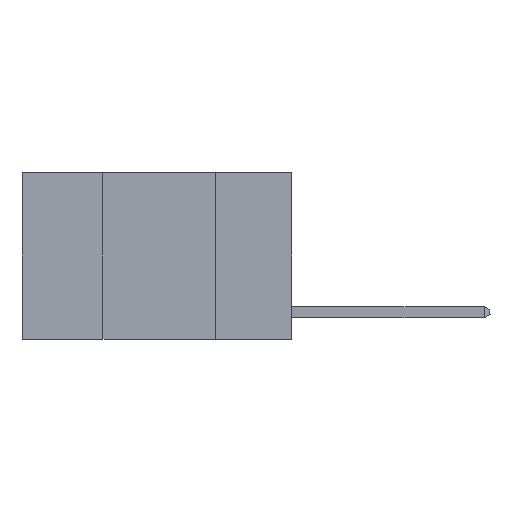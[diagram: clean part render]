
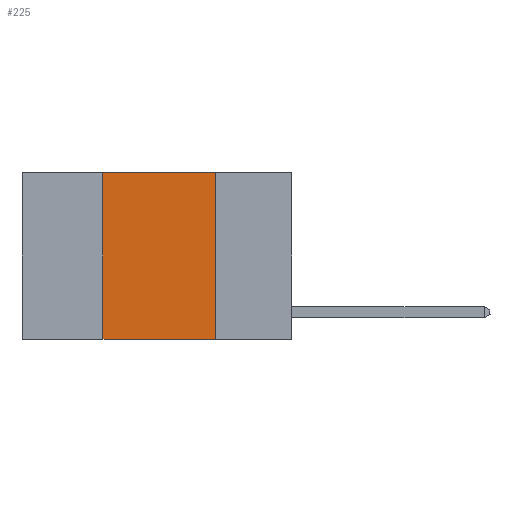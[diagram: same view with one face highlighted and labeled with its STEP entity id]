
A CAD part, left-side view. The second image highlights one B-rep face of the part: STEP entity #225.
In plain terms, the highlighted planar face has unit normal (-1, 0, 0).
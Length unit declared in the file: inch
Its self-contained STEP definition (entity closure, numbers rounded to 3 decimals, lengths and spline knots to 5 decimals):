
#225 = ADVANCED_FACE ( 'NONE', ( #14378 ), #6532, .F. ) ;
#695 = VECTOR ( 'NONE', #16222, 39.37008 ) ;
#788 = CARTESIAN_POINT ( 'NONE',  ( 0., 0.6, -0.37 ) ) ;
#2944 = DIRECTION ( 'NONE',  ( 0., 0., 1. ) ) ;
#3775 = CARTESIAN_POINT ( 'NONE',  ( 0., 0.42, 0. ) ) ;
#3803 = ORIENTED_EDGE ( 'NONE', *, *, #10211, .F. ) ;
#4313 = VECTOR ( 'NONE', #10967, 39.37008 ) ;
#4885 = LINE ( 'NONE', #15905, #4313 ) ;
#5196 = LINE ( 'NONE', #788, #695 ) ;
#5857 = CARTESIAN_POINT ( 'NONE',  ( 0., 0.17, 0. ) ) ;
#6511 = EDGE_CURVE ( 'NONE', #6779, #12105, #4885, .T. ) ;
#6532 = PLANE ( 'NONE',  #8096 ) ;
#6779 = VERTEX_POINT ( 'NONE', #5857 ) ;
#6806 = ORIENTED_EDGE ( 'NONE', *, *, #11442, .F. ) ;
#8096 = AXIS2_PLACEMENT_3D ( 'NONE', #14284, #12634, #15510 ) ;
#8466 = VECTOR ( 'NONE', #10096, 39.37008 ) ;
#8761 = LINE ( 'NONE', #16289, #8466 ) ;
#8764 = VERTEX_POINT ( 'NONE', #3775 ) ;
#10096 = DIRECTION ( 'NONE',  ( 0., -1., 0. ) ) ;
#10211 = EDGE_CURVE ( 'NONE', #10271, #8764, #17251, .T. ) ;
#10271 = VERTEX_POINT ( 'NONE', #19088 ) ;
#10942 = VECTOR ( 'NONE', #2944, 39.37008 ) ;
#10967 = DIRECTION ( 'NONE',  ( 0., 0., -1. ) ) ;
#11442 = EDGE_CURVE ( 'NONE', #8764, #6779, #8761, .T. ) ;
#12105 = VERTEX_POINT ( 'NONE', #20257 ) ;
#12634 = DIRECTION ( 'NONE',  ( 1., 0., 0. ) ) ;
#12955 = ORIENTED_EDGE ( 'NONE', *, *, #16121, .T. ) ;
#14284 = CARTESIAN_POINT ( 'NONE',  ( 0., 0.6, 0. ) ) ;
#14378 = FACE_OUTER_BOUND ( 'NONE', #14831, .T. ) ;
#14831 = EDGE_LOOP ( 'NONE', ( #16805, #6806, #3803, #12955 ) ) ;
#15510 = DIRECTION ( 'NONE',  ( 0., 0., -1. ) ) ;
#15905 = CARTESIAN_POINT ( 'NONE',  ( 0., 0.17, 0. ) ) ;
#16121 = EDGE_CURVE ( 'NONE', #10271, #12105, #5196, .T. ) ;
#16222 = DIRECTION ( 'NONE',  ( 0., -1., 0. ) ) ;
#16289 = CARTESIAN_POINT ( 'NONE',  ( 0., 0.6, 0. ) ) ;
#16805 = ORIENTED_EDGE ( 'NONE', *, *, #6511, .F. ) ;
#17251 = LINE ( 'NONE', #18591, #10942 ) ;
#18591 = CARTESIAN_POINT ( 'NONE',  ( 0., 0.42, 0. ) ) ;
#19088 = CARTESIAN_POINT ( 'NONE',  ( 0., 0.42, -0.37 ) ) ;
#20257 = CARTESIAN_POINT ( 'NONE',  ( 0., 0.17, -0.37 ) ) ;
